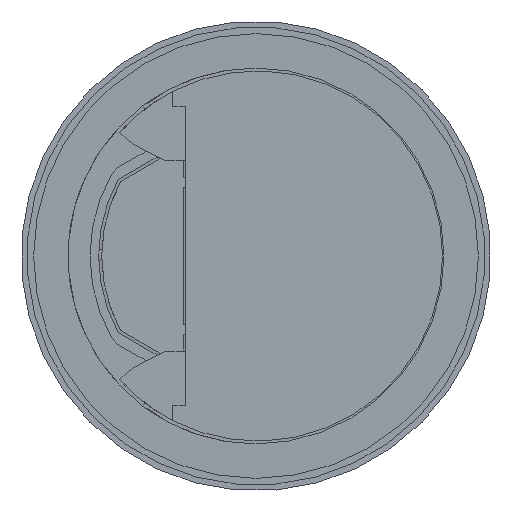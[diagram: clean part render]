
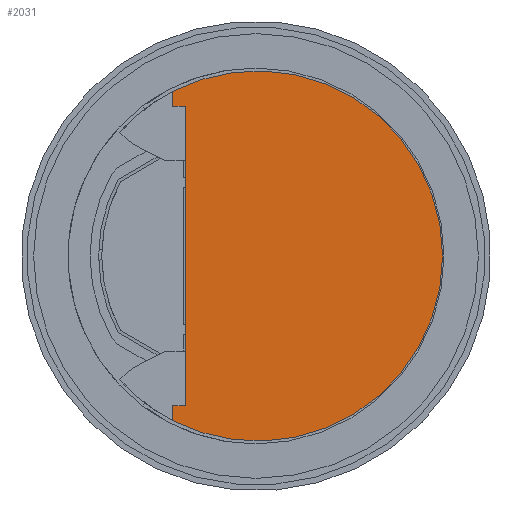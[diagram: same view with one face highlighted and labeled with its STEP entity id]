
A CAD part, front view. The second image highlights one B-rep face of the part: STEP entity #2031.
In plain terms, the highlighted planar face has unit normal (0, -1, 0).
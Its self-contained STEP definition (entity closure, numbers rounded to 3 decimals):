
#545=CARTESIAN_POINT('',(0.,-47.,0.));
#546=DIRECTION('',(0.,-1.,0.));
#547=DIRECTION('',(-0.458,0.,-0.889));
#548=AXIS2_PLACEMENT_3D('',#545,#546,#547);
#805=DIRECTION('',(-1.,0.,0.));
#806=VECTOR('',#805,4.);
#807=CARTESIAN_POINT('',(-23.05,-47.,47.746));
#808=LINE('',#807,#806);
#809=DIRECTION('',(0.,0.,1.));
#810=VECTOR('',#809,4.8);
#811=CARTESIAN_POINT('',(-27.05,-47.,47.746));
#812=LINE('',#811,#810);
#813=DIRECTION('',(0.,0.,1.));
#814=VECTOR('',#813,4.8);
#815=CARTESIAN_POINT('',(-27.05,-47.,-52.546));
#816=LINE('',#815,#814);
#817=DIRECTION('',(1.,0.,0.));
#818=VECTOR('',#817,4.);
#819=CARTESIAN_POINT('',(-27.05,-47.,-47.746));
#820=LINE('',#819,#818);
#821=DIRECTION('',(0.,0.,1.));
#822=VECTOR('',#821,95.492);
#823=CARTESIAN_POINT('',(-23.05,-47.,-47.746));
#824=LINE('',#823,#822);
#1099=CARTESIAN_POINT('',(-23.05,-47.,-47.746));
#1100=CARTESIAN_POINT('',(-23.05,-47.,47.746));
#1101=VERTEX_POINT('',#1099);
#1102=VERTEX_POINT('',#1100);
#1107=CARTESIAN_POINT('',(-27.05,-47.,47.746));
#1108=VERTEX_POINT('',#1107);
#1109=CARTESIAN_POINT('',(-27.05,-47.,52.546));
#1110=VERTEX_POINT('',#1109);
#1111=CARTESIAN_POINT('',(-27.05,-47.,-52.546));
#1112=CARTESIAN_POINT('',(-27.05,-47.,-47.746));
#1113=VERTEX_POINT('',#1111);
#1114=VERTEX_POINT('',#1112);
#2016=CARTESIAN_POINT('',(0.,-47.,0.));
#2017=DIRECTION('',(0.,1.,0.));
#2018=DIRECTION('',(0.,0.,-1.));
#2019=AXIS2_PLACEMENT_3D('',#2016,#2017,#2018);
#2020=PLANE('',#2019);
#2022=ORIENTED_EDGE('',*,*,#2021,.T.);
#2024=ORIENTED_EDGE('',*,*,#2023,.T.);
#2025=ORIENTED_EDGE('',*,*,#1688,.F.);
#2026=ORIENTED_EDGE('',*,*,#1423,.T.);
#2027=ORIENTED_EDGE('',*,*,#1998,.T.);
#2028=ORIENTED_EDGE('',*,*,#1537,.T.);
#2029=EDGE_LOOP('',(#2022,#2024,#2025,#2026,#2027,#2028));
#2030=FACE_OUTER_BOUND('',#2029,.F.);
#549=CIRCLE('',#548,59.1);
#1423=EDGE_CURVE('',#1113,#1114,#816,.T.);
#1537=EDGE_CURVE('',#1101,#1102,#824,.T.);
#1688=EDGE_CURVE('',#1113,#1110,#549,.T.);
#1998=EDGE_CURVE('',#1114,#1101,#820,.T.);
#2021=EDGE_CURVE('',#1102,#1108,#808,.T.);
#2023=EDGE_CURVE('',#1108,#1110,#812,.T.);
#2031=ADVANCED_FACE('',(#2030),#2020,.F.);
